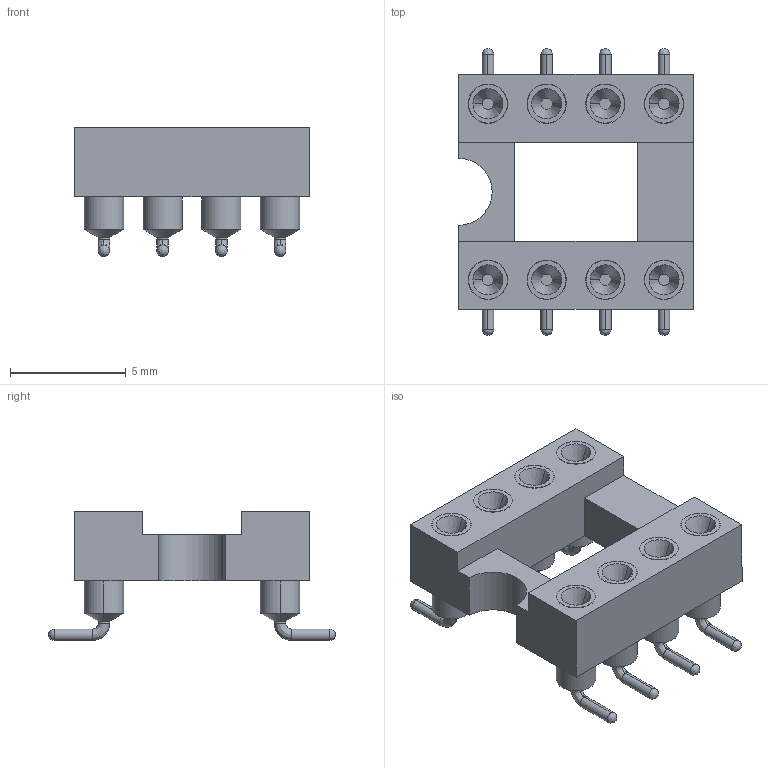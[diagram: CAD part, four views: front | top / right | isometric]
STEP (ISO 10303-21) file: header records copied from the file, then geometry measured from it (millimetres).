
FILE_DESCRIPTION (( 'STEP AP214' ), '1' );
FILE_NAME ('User Library-8pin 0.3inch 2.54mm IC DIP-SMD Socket Round Hole.STEP', '2020-03-03T12:02:26', ( '' ), ( '' ), 'SwSTEP 2.0', 'SolidWorks 2019', '' );
FILE_SCHEMA (( 'AUTOMOTIVE_DESIGN' ));
Length unit declared in the file: millimetre
Products named in the file (1): User Library-8pin 0.3inch 2.54mm IC DIP-SMD Socket Round Hole
Bounding box: 10.16 x 12.42 x 5.59 mm (x, y, z)
Volume: 237.1 mm3; surface area: 549.6 mm2
Topology: 1 solids, 1 shells, 191 faces, 426 edges, 252 vertices
Faces by surface type: cylinder 97, plane 38, cone 32, bspline 24
Entity records: 7188 total; most frequent: CARTESIAN_POINT 1214, DIRECTION 988, ORIENTED_EDGE 820, EDGE_CURVE 410, AXIS2_PLACEMENT_3D 410, VERTEX_POINT 252, CIRCLE 242, EDGE_LOOP 224
